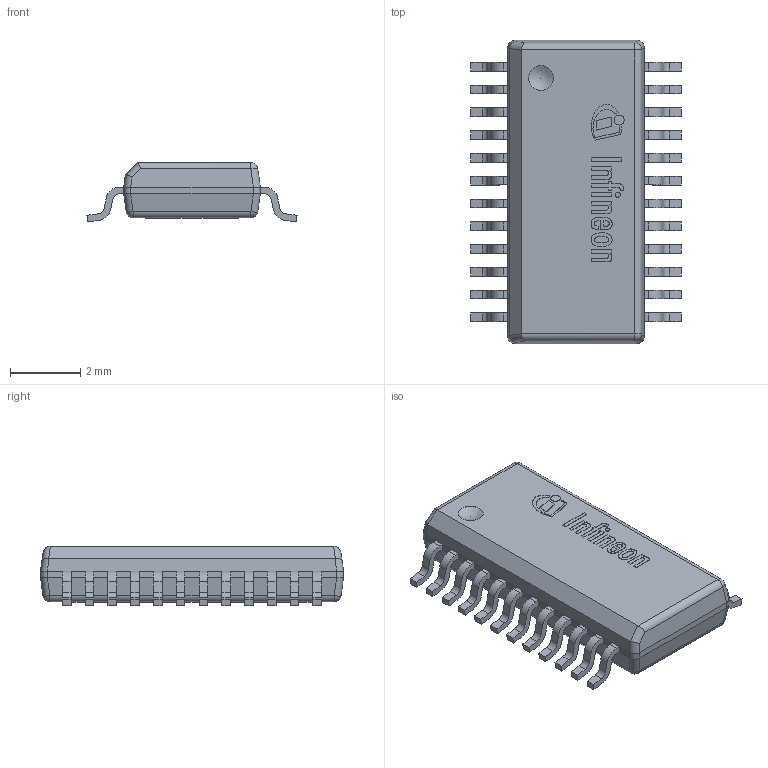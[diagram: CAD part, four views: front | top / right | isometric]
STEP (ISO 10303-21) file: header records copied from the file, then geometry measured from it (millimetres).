
FILE_DESCRIPTION(/* description */ (''),/* implementation_level */ '2;1');
FILE_NAME(/* name */ 'PG-SSOP-24-4_Z8B00124643_V02_3D.stp',/* time_stamp */ '2024-08-27T10:34:28+05:30',/* author */ ('sivamani'),/* organization */ (''),/* preprocessor_version */ 'ST-DEVELOPER v19.2',/* originating_system */ 'AutoCAD Mechanical',/* authorisation */ '');
FILE_SCHEMA (('AUTOMOTIVE_DESIGN { 1 0 10303 214 3 1 1 }'));
Length unit declared in the file: millimetre
Products named in the file (1): Product
Bounding box: 6 x 8.65 x 1.71 mm (x, y, z)
Volume: 53.1 mm3; surface area: 305.7 mm2
Topology: 41 solids, 41 shells, 526 faces, 1317 edges, 872 vertices
Faces by surface type: plane 376, cylinder 121, bspline 23, sphere 6
Full cylindrical faces by diameter (mm): 0.142 x1, 0.287 x1, 0.706 x2
Entity records: 15885 total; most frequent: CARTESIAN_POINT 3517, ORIENTED_EDGE 2628, DIRECTION 2432, EDGE_CURVE 1314, LINE 928, VECTOR 928, VERTEX_POINT 872, AXIS2_PLACEMENT_3D 752
